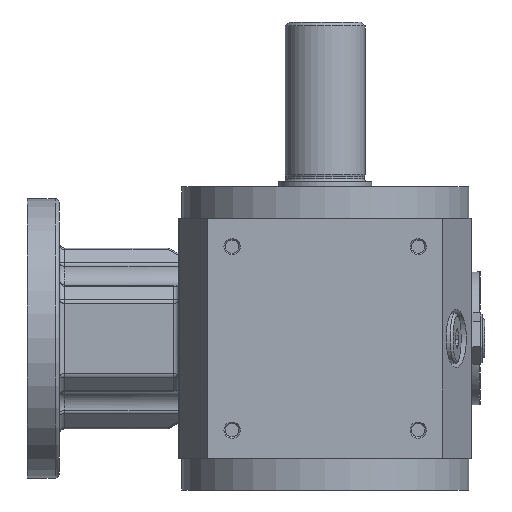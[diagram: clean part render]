
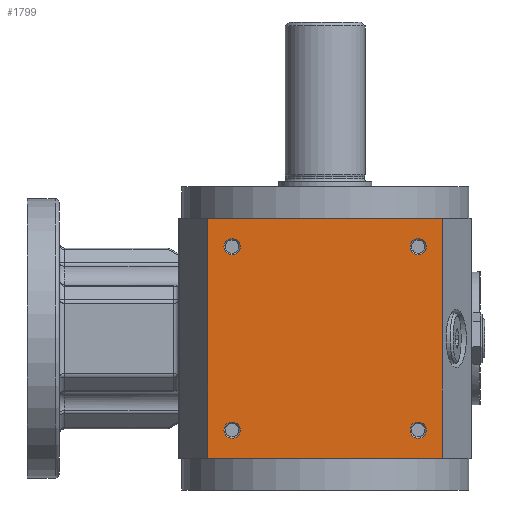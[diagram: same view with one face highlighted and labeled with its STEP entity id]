
A CAD part, front view. The second image highlights one B-rep face of the part: STEP entity #1799.
In plain terms, the highlighted planar face has unit normal (0, -1, 0).
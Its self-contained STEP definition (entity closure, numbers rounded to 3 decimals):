
#1799 = ADVANCED_FACE( '', ( #4341, #4342, #4343, #4344, #4345 ), #4346, .T. );
#4341 = FACE_OUTER_BOUND( '', #11229, .T. );
#4342 = FACE_BOUND( '', #11230, .T. );
#4343 = FACE_BOUND( '', #11231, .T. );
#4344 = FACE_BOUND( '', #11232, .T. );
#4345 = FACE_BOUND( '', #11233, .T. );
#4346 = PLANE( '', #11234 );
#11229 = EDGE_LOOP( '', ( #19767, #19768, #19769, #19770 ) );
#11230 = EDGE_LOOP( '', ( #19771 ) );
#11231 = EDGE_LOOP( '', ( #19772 ) );
#11232 = EDGE_LOOP( '', ( #19773 ) );
#11233 = EDGE_LOOP( '', ( #19774 ) );
#11234 = AXIS2_PLACEMENT_3D( '', #19775, #19776, #19777 );
#19767 = ORIENTED_EDGE( '', *, *, #25915, .T. );
#19768 = ORIENTED_EDGE( '', *, *, #25916, .T. );
#19769 = ORIENTED_EDGE( '', *, *, #24916, .F. );
#19770 = ORIENTED_EDGE( '', *, *, #25917, .F. );
#19771 = ORIENTED_EDGE( '', *, *, #25918, .F. );
#19772 = ORIENTED_EDGE( '', *, *, #25919, .F. );
#19773 = ORIENTED_EDGE( '', *, *, #25920, .F. );
#19774 = ORIENTED_EDGE( '', *, *, #24492, .F. );
#19775 = CARTESIAN_POINT( '', ( 98.817, 1.946, 0. ) );
#19776 = DIRECTION( '', ( 0., -1., 0. ) );
#19777 = DIRECTION( '', ( 0., 0., -1. ) );
#24492 = EDGE_CURVE( '', #27604, #27604, #27605, .T. );
#24916 = EDGE_CURVE( '', #28318, #28320, #28321, .T. );
#25915 = EDGE_CURVE( '', #29874, #29875, #29876, .T. );
#25916 = EDGE_CURVE( '', #29875, #28320, #29877, .T. );
#25917 = EDGE_CURVE( '', #29874, #28318, #29878, .T. );
#25918 = EDGE_CURVE( '', #29879, #29879, #29880, .T. );
#25919 = EDGE_CURVE( '', #29881, #29881, #29882, .T. );
#25920 = EDGE_CURVE( '', #29883, #29883, #29884, .T. );
#27604 = VERTEX_POINT( '', #32679 );
#27605 = CIRCLE( '', #32680, 3.05 );
#28318 = VERTEX_POINT( '', #35134 );
#28320 = VERTEX_POINT( '', #35137 );
#28321 = LINE( '', #35138, #35139 );
#29874 = VERTEX_POINT( '', #39339 );
#29875 = VERTEX_POINT( '', #39340 );
#29876 = LINE( '', #39341, #39342 );
#29877 = LINE( '', #39343, #39344 );
#29878 = LINE( '', #39345, #39346 );
#29879 = VERTEX_POINT( '', #39347 );
#29880 = CIRCLE( '', #39348, 3.05 );
#29881 = VERTEX_POINT( '', #39349 );
#29882 = CIRCLE( '', #39350, 3.05 );
#29883 = VERTEX_POINT( '', #39351 );
#29884 = CIRCLE( '', #39352, 3.05 );
#32679 = CARTESIAN_POINT( '', ( 16.686, 1.946, 10.5 ) );
#32680 = AXIS2_PLACEMENT_3D( '', #43720, #43721, #43722 );
#35134 = CARTESIAN_POINT( '', ( 10.655, 1.946, 90. ) );
#35137 = CARTESIAN_POINT( '', ( 98.817, 1.946, 90. ) );
#35138 = CARTESIAN_POINT( '', ( 52.42, 1.946, 90. ) );
#35139 = VECTOR( '', #44197, 1000. );
#39339 = CARTESIAN_POINT( '', ( 10.655, 1.946, 0. ) );
#39340 = CARTESIAN_POINT( '', ( 98.817, 1.946, 0. ) );
#39341 = CARTESIAN_POINT( '', ( 52.42, 1.946, 0. ) );
#39342 = VECTOR( '', #45369, 1000. );
#39343 = CARTESIAN_POINT( '', ( 98.817, 1.946, 0. ) );
#39344 = VECTOR( '', #45370, 1000. );
#39345 = CARTESIAN_POINT( '', ( 10.655, 1.946, 0. ) );
#39346 = VECTOR( '', #45371, 1000. );
#39347 = CARTESIAN_POINT( '', ( 86.686, 1.946, 79.5 ) );
#39348 = AXIS2_PLACEMENT_3D( '', #45372, #45373, #45374 );
#39349 = CARTESIAN_POINT( '', ( 86.686, 1.946, 10.5 ) );
#39350 = AXIS2_PLACEMENT_3D( '', #45375, #45376, #45377 );
#39351 = CARTESIAN_POINT( '', ( 16.686, 1.946, 79.5 ) );
#39352 = AXIS2_PLACEMENT_3D( '', #45378, #45379, #45380 );
#43720 = CARTESIAN_POINT( '', ( 19.736, 1.946, 10.5 ) );
#43721 = DIRECTION( '', ( 0., -1., 0. ) );
#43722 = DIRECTION( '', ( -1., 0., 0. ) );
#44197 = DIRECTION( '', ( 1., 0., 0. ) );
#45369 = DIRECTION( '', ( 1., 0., 0. ) );
#45370 = DIRECTION( '', ( 0., 0., 1. ) );
#45371 = DIRECTION( '', ( 0., 0., 1. ) );
#45372 = CARTESIAN_POINT( '', ( 89.736, 1.946, 79.5 ) );
#45373 = DIRECTION( '', ( 0., -1., 0. ) );
#45374 = DIRECTION( '', ( -1., 0., 0. ) );
#45375 = CARTESIAN_POINT( '', ( 89.736, 1.946, 10.5 ) );
#45376 = DIRECTION( '', ( 0., -1., 0. ) );
#45377 = DIRECTION( '', ( -1., 0., 0. ) );
#45378 = CARTESIAN_POINT( '', ( 19.736, 1.946, 79.5 ) );
#45379 = DIRECTION( '', ( 0., -1., 0. ) );
#45380 = DIRECTION( '', ( -1., 0., 0. ) );
